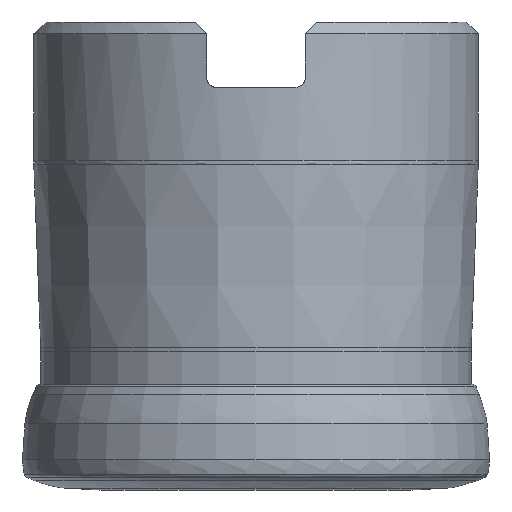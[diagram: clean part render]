
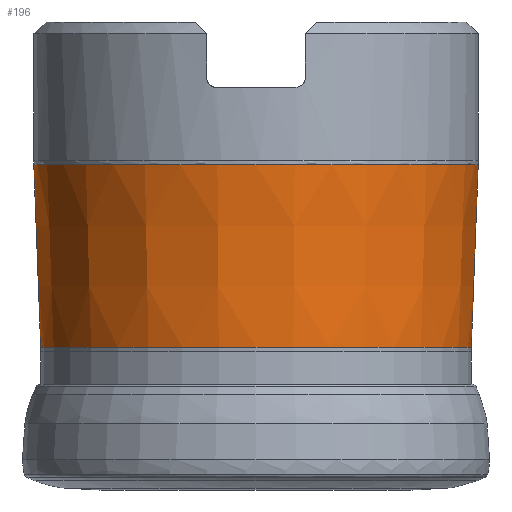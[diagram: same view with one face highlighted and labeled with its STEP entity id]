
A CAD part, front view. The second image highlights one B-rep face of the part: STEP entity #196.
In plain terms, the highlighted conical face has half-angle 2.172 degrees and reference radius 18.393 mm.
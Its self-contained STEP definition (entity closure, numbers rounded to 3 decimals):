
#50=CONICAL_SURFACE('',#1056,18.393,2.172);
#196=ADVANCED_FACE('',(#399,#400),#50,.T.);
#399=FACE_BOUND('',#505,.T.);
#400=FACE_BOUND('',#506,.T.);
#505=EDGE_LOOP('',(#635));
#506=EDGE_LOOP('',(#636));
#635=ORIENTED_EDGE('',*,*,#896,.T.);
#636=ORIENTED_EDGE('',*,*,#897,.T.);
#813=VERTEX_POINT('',#1715);
#814=VERTEX_POINT('',#1717);
#896=EDGE_CURVE('',#813,#813,#991,.T.);
#897=EDGE_CURVE('',#814,#814,#992,.T.);
#991=CIRCLE('',#1054,18.993);
#992=CIRCLE('',#1055,18.4);
#1054=AXIS2_PLACEMENT_3D('',#1714,#1220,#1221);
#1055=AXIS2_PLACEMENT_3D('',#1716,#1222,#1223);
#1056=AXIS2_PLACEMENT_3D('',#1718,#1224,#1225);
#1220=DIRECTION('',(0.,0.,-1.));
#1221=DIRECTION('',(-1.,0.,0.));
#1222=DIRECTION('',(0.,0.,1.));
#1223=DIRECTION('',(1.,0.,0.));
#1224=DIRECTION('',(0.,0.,1.));
#1225=DIRECTION('',(1.,0.,0.));
#1714=CARTESIAN_POINT('',(0.,0.,-12.189));
#1715=CARTESIAN_POINT('',(-18.993,0.,-12.189));
#1716=CARTESIAN_POINT('',(0.,0.,-27.811));
#1717=CARTESIAN_POINT('',(18.4,0.,-27.811));
#1718=CARTESIAN_POINT('',(0.,0.,-28.));
